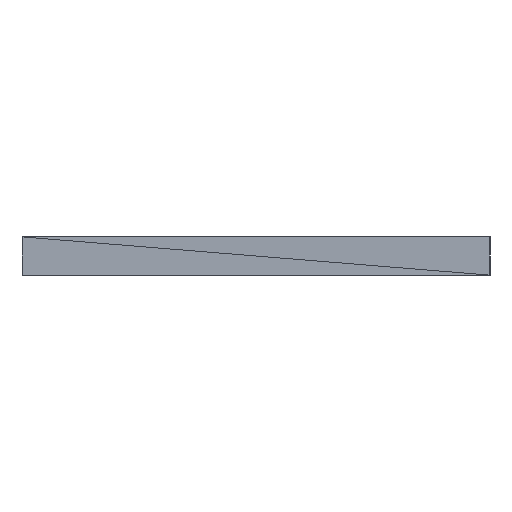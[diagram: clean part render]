
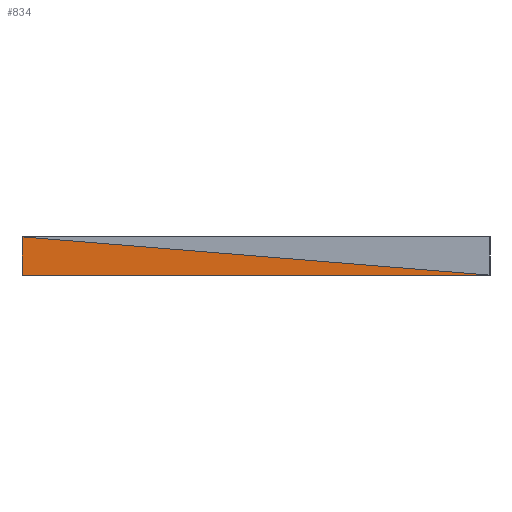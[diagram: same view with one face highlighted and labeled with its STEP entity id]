
A CAD part, left-side view. The second image highlights one B-rep face of the part: STEP entity #834.
In plain terms, the highlighted planar face has unit normal (-1, 0, 0).
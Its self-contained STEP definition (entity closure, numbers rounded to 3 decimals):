
#24 = VERTEX_POINT('',#25);
#25 = CARTESIAN_POINT('',(0.,55.,2.75));
#44 = PLANE('',#45);
#45 = AXIS2_PLACEMENT_3D('',#46,#47,#48);
#46 = CARTESIAN_POINT('',(0.,55.,4.75));
#47 = DIRECTION('',(1.,-0.,0.));
#48 = DIRECTION('',(-0.,0.,1.));
#728 = VERTEX_POINT('',#729);
#729 = CARTESIAN_POINT('',(0.,79.5,2.75));
#768 = PLANE('',#769);
#769 = AXIS2_PLACEMENT_3D('',#770,#771,#772);
#770 = CARTESIAN_POINT('',(0.,79.5,4.75));
#771 = DIRECTION('',(0.,-1.,0.));
#772 = DIRECTION('',(0.,-0.,-1.));
#783 = VERTEX_POINT('',#784);
#784 = CARTESIAN_POINT('',(0.,79.5,4.75));
#810 = EDGE_CURVE('',#728,#783,#811,.T.);
#811 = SURFACE_CURVE('',#812,(#816,#823),.PCURVE_S1.);
#812 = LINE('',#813,#814);
#813 = CARTESIAN_POINT('',(0.,79.5,2.75));
#814 = VECTOR('',#815,1.);
#815 = DIRECTION('',(0.,0.,1.));
#816 = PCURVE('',#768,#817);
#817 = DEFINITIONAL_REPRESENTATION('',(#818),#822);
#818 = LINE('',#819,#820);
#819 = CARTESIAN_POINT('',(2.,0.));
#820 = VECTOR('',#821,1.);
#821 = DIRECTION('',(-1.,0.));
#822 = ( GEOMETRIC_REPRESENTATION_CONTEXT(2) 
PARAMETRIC_REPRESENTATION_CONTEXT() REPRESENTATION_CONTEXT('2D SPACE',''
  ) );
#823 = PCURVE('',#824,#829);
#824 = PLANE('',#825);
#825 = AXIS2_PLACEMENT_3D('',#826,#827,#828);
#826 = CARTESIAN_POINT('',(0.,79.5,4.75));
#827 = DIRECTION('',(1.,0.,0.));
#828 = DIRECTION('',(-0.,0.,1.));
#829 = DEFINITIONAL_REPRESENTATION('',(#830),#833);
#830 = B_SPLINE_CURVE_WITH_KNOTS('',1,(#831,#832),.UNSPECIFIED.,.F.,.F.,
  (2,2),(0.,2.),.PIECEWISE_BEZIER_KNOTS.);
#831 = CARTESIAN_POINT('',(-2.,0.));
#832 = CARTESIAN_POINT('',(0.,0.));
#833 = ( GEOMETRIC_REPRESENTATION_CONTEXT(2) 
PARAMETRIC_REPRESENTATION_CONTEXT() REPRESENTATION_CONTEXT('2D SPACE',''
  ) );
#834 = ADVANCED_FACE('',(#835),#824,.F.);
#835 = FACE_BOUND('',#836,.T.);
#836 = EDGE_LOOP('',(#837,#838,#863));
#837 = ORIENTED_EDGE('',*,*,#810,.F.);
#838 = ORIENTED_EDGE('',*,*,#839,.T.);
#839 = EDGE_CURVE('',#728,#24,#840,.T.);
#840 = SURFACE_CURVE('',#841,(#845,#852),.PCURVE_S1.);
#841 = LINE('',#842,#843);
#842 = CARTESIAN_POINT('',(0.,79.5,2.75));
#843 = VECTOR('',#844,1.);
#844 = DIRECTION('',(0.,-1.,0.));
#845 = PCURVE('',#824,#846);
#846 = DEFINITIONAL_REPRESENTATION('',(#847),#851);
#847 = LINE('',#848,#849);
#848 = CARTESIAN_POINT('',(-2.,0.));
#849 = VECTOR('',#850,1.);
#850 = DIRECTION('',(0.,1.));
#851 = ( GEOMETRIC_REPRESENTATION_CONTEXT(2) 
PARAMETRIC_REPRESENTATION_CONTEXT() REPRESENTATION_CONTEXT('2D SPACE',''
  ) );
#852 = PCURVE('',#853,#858);
#853 = PLANE('',#854);
#854 = AXIS2_PLACEMENT_3D('',#855,#856,#857);
#855 = CARTESIAN_POINT('',(0.,55.,2.75));
#856 = DIRECTION('',(0.,0.,1.));
#857 = DIRECTION('',(1.,0.,-0.));
#858 = DEFINITIONAL_REPRESENTATION('',(#859),#862);
#859 = B_SPLINE_CURVE_WITH_KNOTS('',1,(#860,#861),.UNSPECIFIED.,.F.,.F.,
  (2,2),(0.,24.5),.PIECEWISE_BEZIER_KNOTS.);
#860 = CARTESIAN_POINT('',(0.,24.5));
#861 = CARTESIAN_POINT('',(0.,0.));
#862 = ( GEOMETRIC_REPRESENTATION_CONTEXT(2) 
PARAMETRIC_REPRESENTATION_CONTEXT() REPRESENTATION_CONTEXT('2D SPACE',''
  ) );
#863 = ORIENTED_EDGE('',*,*,#864,.T.);
#864 = EDGE_CURVE('',#24,#783,#865,.T.);
#865 = SURFACE_CURVE('',#866,(#870,#877),.PCURVE_S1.);
#866 = LINE('',#867,#868);
#867 = CARTESIAN_POINT('',(0.,55.,2.75));
#868 = VECTOR('',#869,1.);
#869 = DIRECTION('',(0.,0.997,0.081));
#870 = PCURVE('',#824,#871);
#871 = DEFINITIONAL_REPRESENTATION('',(#872),#876);
#872 = LINE('',#873,#874);
#873 = CARTESIAN_POINT('',(-2.,24.5));
#874 = VECTOR('',#875,1.);
#875 = DIRECTION('',(0.081,-0.997));
#876 = ( GEOMETRIC_REPRESENTATION_CONTEXT(2) 
PARAMETRIC_REPRESENTATION_CONTEXT() REPRESENTATION_CONTEXT('2D SPACE',''
  ) );
#877 = PCURVE('',#44,#878);
#878 = DEFINITIONAL_REPRESENTATION('',(#879),#882);
#879 = B_SPLINE_CURVE_WITH_KNOTS('',1,(#880,#881),.UNSPECIFIED.,.F.,.F.,
  (2,2),(0.,24.581),.PIECEWISE_BEZIER_KNOTS.);
#880 = CARTESIAN_POINT('',(-2.,0.));
#881 = CARTESIAN_POINT('',(0.,-24.5));
#882 = ( GEOMETRIC_REPRESENTATION_CONTEXT(2) 
PARAMETRIC_REPRESENTATION_CONTEXT() REPRESENTATION_CONTEXT('2D SPACE',''
  ) );
